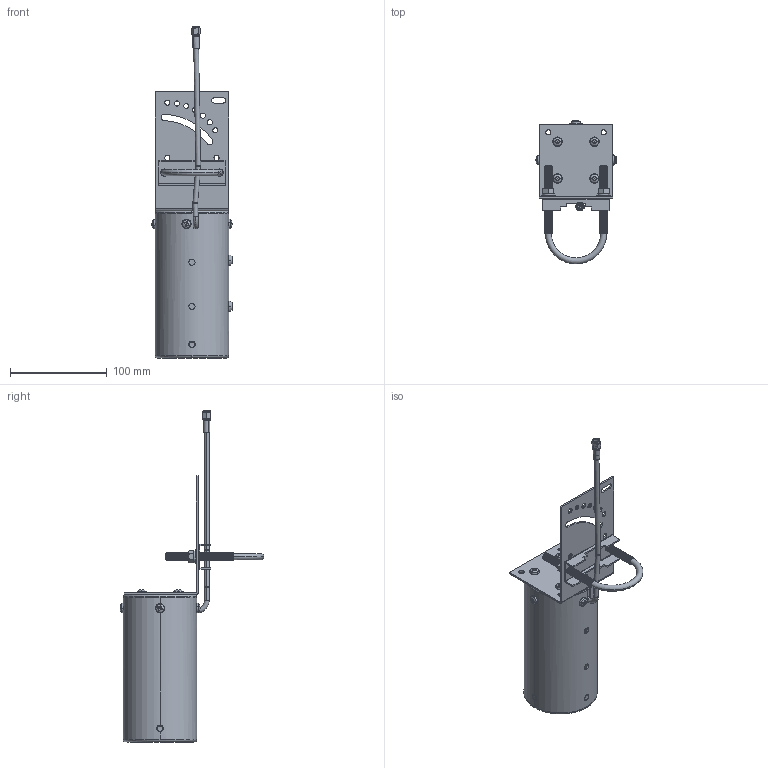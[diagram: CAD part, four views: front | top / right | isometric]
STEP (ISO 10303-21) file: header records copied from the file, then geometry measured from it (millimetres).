
FILE_DESCRIPTION (( 'STEP AP214' ), '1' );
FILE_NAME ('FM51YA1001_3D.step', '2022-12-30T21:32:44', ( '' ), ( '' ), 'SwSTEP 2.0', 'SolidWorks 2022', '' );
FILE_SCHEMA (( 'AUTOMOTIVE_DESIGN' ));
Length unit declared in the file: inch
Products named in the file (19): 1AB01-025; XRA-0002; 1AB01-025-MA2; HG2409Y-MA2; HG2409Y; HG2414PEV-MA18; 1AB01-025-MA3; HG2409Y-MA3; F160; HG2414PEV-MA20; HG2409Y-MA1; F110; F152; XFS-0016; FM51YA1001_3D; F159; 1AB01-025-MA1; F384; SP61954-MA1
Assembly tree (28 placements, depth 3):
  FM51YA1001_3D
    HG2409Y
      F384
      F160
      F159
      F110
      SP61954-MA1
      HG2414PEV-MA18  x2
      F152
      XFS-0016  x4
      XRA-0002  x2
      HG2409Y-MA1  x4
      HG2409Y-MA2
      HG2414PEV-MA20  x2
      HG2409Y-MA3  x2
    1AB01-025
      1AB01-025-MA1
      1AB01-025-MA2
      1AB01-025-MA3
Bounding box: 82.77 x 148.81 x 343.12 mm (x, y, z)
Volume: 169727.9 mm3; surface area: 157382.4 mm2
Topology: 27 solids, 27 shells, 2040 faces, 4480 edges, 2512 vertices
Faces by surface type: cone 1087, cylinder 505, plane 364, torus 84
Entity records: 47901 total; most frequent: CARTESIAN_POINT 10159, DIRECTION 7806, ORIENTED_EDGE 6824, EDGE_CURVE 3412, AXIS2_PLACEMENT_3D 3056, VERTEX_POINT 1918, LINE 1694, VECTOR 1694
